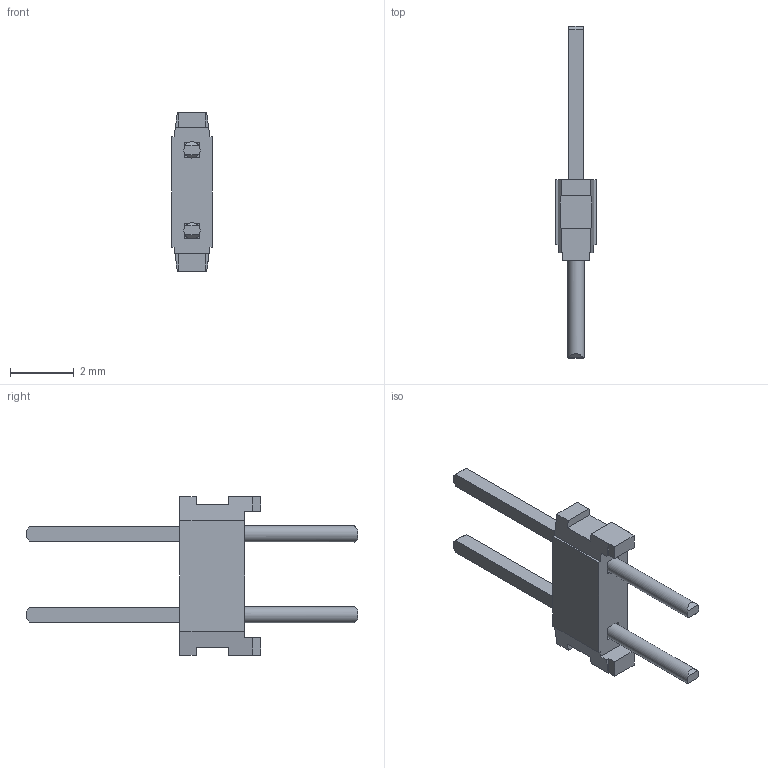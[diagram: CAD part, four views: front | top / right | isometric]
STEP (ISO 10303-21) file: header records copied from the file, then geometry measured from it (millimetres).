
FILE_DESCRIPTION(/* description */ ('STEP AP214'),/* implementation_level */ '2;1');
FILE_NAME(/* name */ 'TMS-101-51-G-D',/* time_stamp */ '2023-03-15T22:18:18+01:00',/* author */ ('License CC BY-ND 4.0'),/* organization */ ('CADENAS'),/* preprocessor_version */ 'ST-DEVELOPER v19.3',/* originating_system */ 'PARTsolutions',/* authorisation */ ' ');
FILE_SCHEMA (('PROCESS_PLANNING_SCHEMA','AP242_MANAGED_MODEL_BASED_3D_ENGINEERING_MIM_LF { 1 0 10303 442 3 1 4 }','AUTOMOTIVE_DESIGN {1 0 10303 214 3 1 1}'));
Length unit declared in the file: inch
Products named in the file (3): TMS-101-51-G-D; T-1M6-01-51-D; TMS-101-D_header
Assembly tree (2 placements, depth 2):
  TMS-101-51-G-D
    T-1M6-01-51-D
    TMS-101-D_header
Bounding box: 1.27 x 10.41 x 4.98 mm (x, y, z)
Volume: 16 mm3; surface area: 86.8 mm2
Topology: 2 solids, 2 shells, 86 faces, 224 edges, 144 vertices
Faces by surface type: plane 84, cylinder 2
Full cylindrical faces by diameter (mm): 0.508 x2
Entity records: 2632 total; most frequent: CARTESIAN_POINT 451, ORIENTED_EDGE 440, DIRECTION 412, EDGE_CURVE 220, LINE 206, VECTOR 206, VERTEX_POINT 142, AXIS2_PLACEMENT_3D 103
